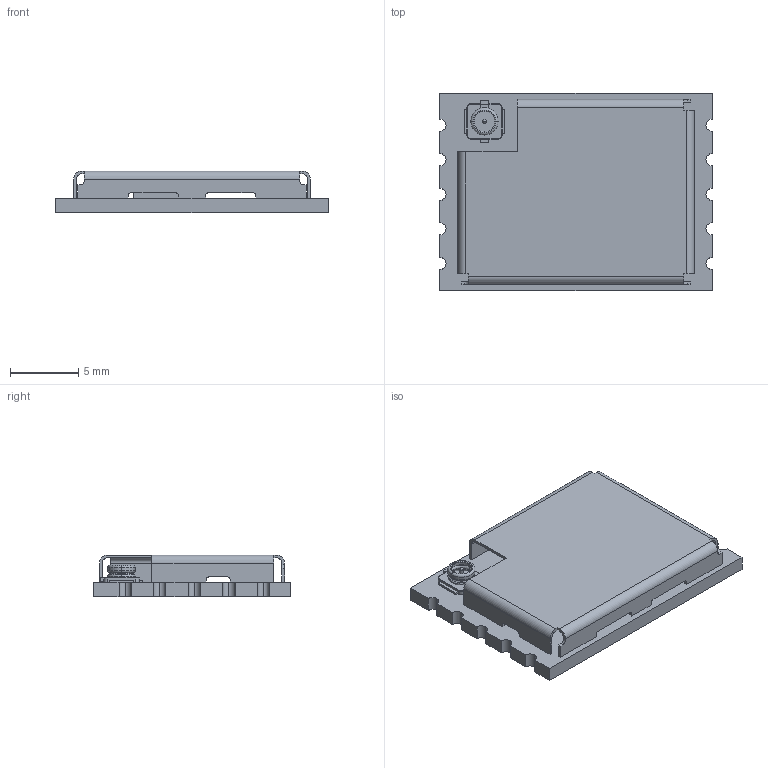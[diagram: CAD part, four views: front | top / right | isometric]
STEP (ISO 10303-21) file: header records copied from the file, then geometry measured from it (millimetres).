
FILE_DESCRIPTION((''),'2;1');
FILE_NAME('HT-GNSS200-20FM-1-3_ASM','2019-04-11T14:28:42',('Hyperion-Thyzz'),(''),'CREO PARAMETRIC BY PTC INC, 2018260','CREO PARAMETRIC BY PTC INC, 2018260','');
FILE_SCHEMA(('AUTOMOTIVE_DESIGN { 1 0 10303 214 1 1 1 1 }'));
Length unit declared in the file: millimetre
Products named in the file (14): BOARD; SW3DPS-U_FL-R-SMT-1_1; SW3DPS-U_FL-R-SMT-1_2; SW3DPS-U_FL-R-SMT-1_3; SW3DPS-U_FL-R-SMT-1_4; SW3DPS-U_FL-R-SMT-1_5; SW3DPS-U_FL-R-SMT-1_6; SW3DPS-U_FL-R-SMT-1_7; SW3DPS-U_FL-R-SMT-1_ASM; P3_ASM; GPS200_EMICOVER; SH1_ASM; PCB_GNSSV_3_ASM; HT-GNSS200-20FM-1-3_ASM
Assembly tree (13 placements, depth 5):
  HT-GNSS200-20FM-1-3_ASM
    PCB_GNSSV_3_ASM
      BOARD
      P3_ASM
        SW3DPS-U_FL-R-SMT-1_ASM
          SW3DPS-U_FL-R-SMT-1_1
          SW3DPS-U_FL-R-SMT-1_2
          SW3DPS-U_FL-R-SMT-1_3
          SW3DPS-U_FL-R-SMT-1_4
          SW3DPS-U_FL-R-SMT-1_5
          SW3DPS-U_FL-R-SMT-1_6
          SW3DPS-U_FL-R-SMT-1_7
      SH1_ASM
        GPS200_EMICOVER
Bounding box: 20 x 14.5 x 3.08 mm (x, y, z)
Volume: 370.4 mm3; surface area: 1293.6 mm2
Topology: 9 solids, 9 shells, 196 faces, 510 edges, 333 vertices
Faces by surface type: plane 105, cylinder 61, torus 28, bspline 2
Entity records: 11746 total; most frequent: DIRECTION 1337, CARTESIAN_POINT 1286, ORIENTED_EDGE 1020, PRESENTATION_STYLE_ASSIGNMENT 715, STYLED_ITEM 715, CURVE_STYLE 510, EDGE_CURVE 510, AXIS2_PLACEMENT_3D 490
